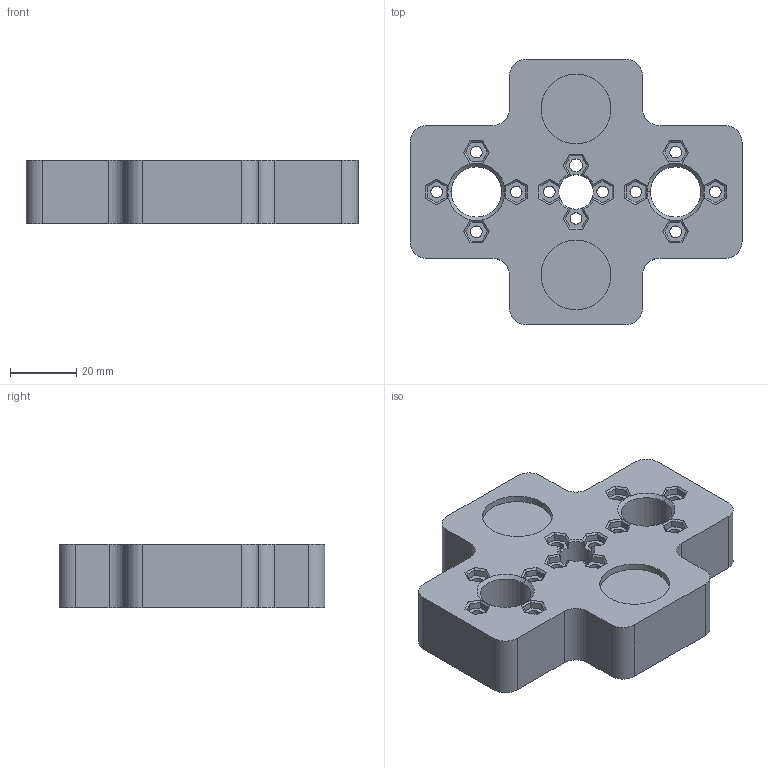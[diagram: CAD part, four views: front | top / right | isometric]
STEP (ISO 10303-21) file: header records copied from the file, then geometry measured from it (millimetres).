
FILE_DESCRIPTION (( 'STEP AP203' ), '1' );
FILE_NAME ('Carriage.STEP', '2021-07-20T20:53:32', ( '' ), ( '' ), 'SwSTEP 2.0', 'SolidWorks 2015', '' );
FILE_SCHEMA (( 'CONFIG_CONTROL_DESIGN' ));
Length unit declared in the file: millimetre
Products named in the file (1): Carriage
Bounding box: 100 x 80 x 19 mm (x, y, z)
Volume: 93170.2 mm3; surface area: 21619.6 mm2
Topology: 1 solids, 1 shells, 232 faces, 586 edges, 366 vertices
Faces by surface type: plane 172, cylinder 46, cone 14
Entity records: 6985 total; most frequent: CARTESIAN_POINT 1233, ORIENTED_EDGE 1172, DIRECTION 1150, EDGE_CURVE 586, LINE 456, VECTOR 456, VERTEX_POINT 366, AXIS2_PLACEMENT_3D 347
